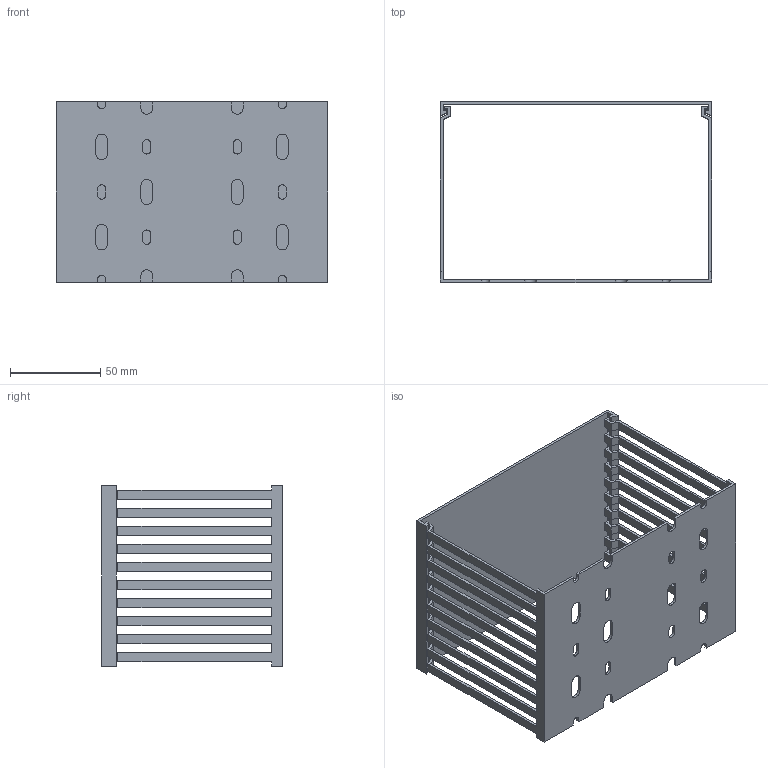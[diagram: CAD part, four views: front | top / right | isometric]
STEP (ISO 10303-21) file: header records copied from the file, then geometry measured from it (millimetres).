
FILE_DESCRIPTION (( 'STEP AP203' ), '1' );
FILE_NAME ('17821.6_VK150x100.STEP', '2021-02-23T13:59:43', ( '' ), ( '' ), 'SwSTEP 2.0', 'SolidWorks 2020', '' );
FILE_SCHEMA (( 'CONFIG_CONTROL_DESIGN' ));
Length unit declared in the file: millimetre
Products named in the file (1): 17821.6_VK150x100
Bounding box: 150 x 100 x 100 mm (x, y, z)
Volume: 62020.3 mm3; surface area: 90260.4 mm2
Topology: 2 solids, 2 shells, 320 faces, 948 edges, 632 vertices
Faces by surface type: plane 272, cylinder 48
Entity records: 10691 total; most frequent: CARTESIAN_POINT 1901, ORIENTED_EDGE 1896, DIRECTION 1686, EDGE_CURVE 948, VECTOR 852, LINE 852, VERTEX_POINT 632, AXIS2_PLACEMENT_3D 417
